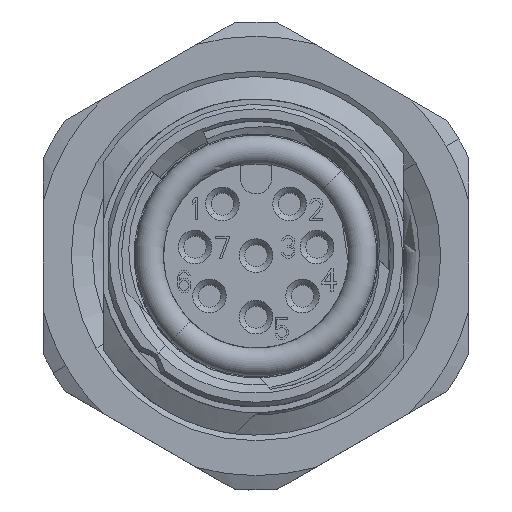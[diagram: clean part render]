
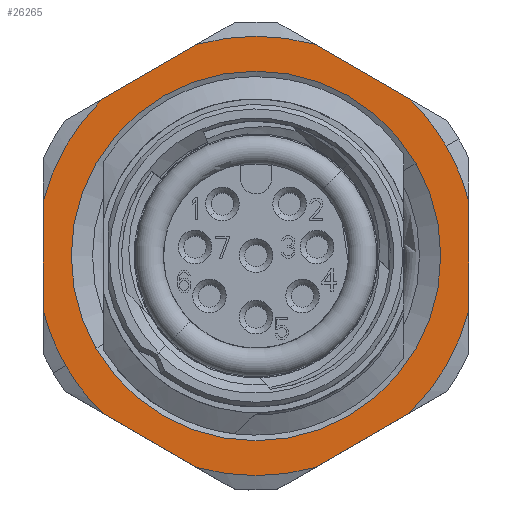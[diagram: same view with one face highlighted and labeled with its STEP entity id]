
A CAD part, top view. The second image highlights one B-rep face of the part: STEP entity #26265.
In plain terms, the highlighted planar face has unit normal (0, 0, 1).
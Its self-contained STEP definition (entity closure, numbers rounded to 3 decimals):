
#25483=CARTESIAN_POINT('',(0.,0.,0.));
#25484=DIRECTION('',(0.,0.,1.));
#25485=DIRECTION('',(1.,0.,0.));
#25486=AXIS2_PLACEMENT_3D('',#25483,#25484,#25485);
#25492=CARTESIAN_POINT('',(0.,0.,0.));
#25493=DIRECTION('',(0.,0.,1.));
#25494=DIRECTION('',(0.963,-0.269,0.));
#25495=AXIS2_PLACEMENT_3D('',#25492,#25493,#25494);
#25500=DIRECTION('',(0.5,0.866,0.));
#25501=VECTOR('',#25500,4.866);
#25502=CARTESIAN_POINT('',(7.011,-6.857,
0.));
#25503=LINE('',#25502,#25501);
#25507=CARTESIAN_POINT('',(0.,0.,0.));
#25508=DIRECTION('',(0.,0.,1.));
#25509=DIRECTION('',(0.248,-0.969,0.));
#25510=AXIS2_PLACEMENT_3D('',#25507,#25508,#25509);
#25515=DIRECTION('',(1.,0.,0.));
#25516=VECTOR('',#25515,4.866);
#25517=CARTESIAN_POINT('',(-2.433,-9.5,0.));
#25518=LINE('',#25517,#25516);
#25522=CARTESIAN_POINT('',(0.,0.,0.));
#25523=DIRECTION('',(0.,0.,1.));
#25524=DIRECTION('',(-0.715,-0.699,0.));
#25525=AXIS2_PLACEMENT_3D('',#25522,#25523,#25524);
#25530=DIRECTION('',(0.5,-0.866,0.));
#25531=VECTOR('',#25530,4.866);
#25532=CARTESIAN_POINT('',(-9.444,-2.643,
0.));
#25533=LINE('',#25532,#25531);
#25537=CARTESIAN_POINT('',(0.,0.,0.));
#25538=DIRECTION('',(0.,0.,1.));
#25539=DIRECTION('',(-1.,0.,0.));
#25540=AXIS2_PLACEMENT_3D('',#25537,#25538,#25539);
#25545=CARTESIAN_POINT('',(0.,0.,0.));
#25546=DIRECTION('',(0.,0.,1.));
#25547=DIRECTION('',(-0.963,0.269,0.));
#25548=AXIS2_PLACEMENT_3D('',#25545,#25546,#25547);
#25553=DIRECTION('',(-0.5,-0.866,0.));
#25554=VECTOR('',#25553,4.866);
#25555=CARTESIAN_POINT('',(-7.011,6.857,
0.));
#25556=LINE('',#25555,#25554);
#25560=CARTESIAN_POINT('',(0.,0.,0.));
#25561=DIRECTION('',(0.,0.,1.));
#25562=DIRECTION('',(-0.248,0.969,0.));
#25563=AXIS2_PLACEMENT_3D('',#25560,#25561,#25562);
#25568=DIRECTION('',(-1.,0.,0.));
#25569=VECTOR('',#25568,4.866);
#25570=CARTESIAN_POINT('',(2.433,9.5,0.));
#25571=LINE('',#25570,#25569);
#25575=CARTESIAN_POINT('',(0.,0.,0.));
#25576=DIRECTION('',(0.,0.,1.));
#25577=DIRECTION('',(0.715,0.699,0.));
#25578=AXIS2_PLACEMENT_3D('',#25575,#25576,#25577);
#25583=DIRECTION('',(-0.5,0.866,0.));
#25584=VECTOR('',#25583,4.866);
#25585=CARTESIAN_POINT('',(9.444,2.643,
0.));
#25586=LINE('',#25585,#25584);
#25590=CARTESIAN_POINT('',(0.,0.,0.));
#25591=DIRECTION('',(0.,0.,-1.));
#25592=DIRECTION('',(0.,-1.,0.));
#25593=AXIS2_PLACEMENT_3D('',#25590,#25591,#25592);
#25598=CARTESIAN_POINT('',(0.,0.,0.));
#25599=DIRECTION('',(0.,0.,-1.));
#25600=DIRECTION('',(1.,0.,0.));
#25601=AXIS2_PLACEMENT_3D('',#25598,#25599,#25600);
#25606=CARTESIAN_POINT('',(0.,0.,0.));
#25607=DIRECTION('',(0.,0.,-1.));
#25608=DIRECTION('',(-1.,0.,0.));
#25609=AXIS2_PLACEMENT_3D('',#25606,#25607,#25608);
#26116=CARTESIAN_POINT('',(9.444,-2.643,
0.));
#26117=CARTESIAN_POINT('',(9.807,0.,
0.));
#26118=VERTEX_POINT('',#26116);
#26119=VERTEX_POINT('',#26117);
#26120=CARTESIAN_POINT('',(7.011,-6.857,
0.));
#26121=VERTEX_POINT('',#26120);
#26122=CARTESIAN_POINT('',(2.433,-9.5,
0.));
#26123=VERTEX_POINT('',#26122);
#26124=CARTESIAN_POINT('',(-2.433,-9.5,0.));
#26125=VERTEX_POINT('',#26124);
#26126=CARTESIAN_POINT('',(-7.011,-6.857,
0.));
#26127=VERTEX_POINT('',#26126);
#26128=CARTESIAN_POINT('',(-9.444,-2.643,
0.));
#26129=VERTEX_POINT('',#26128);
#26130=CARTESIAN_POINT('',(-9.807,0.,0.));
#26131=VERTEX_POINT('',#26130);
#26132=CARTESIAN_POINT('',(-9.444,2.643,
0.));
#26133=VERTEX_POINT('',#26132);
#26134=CARTESIAN_POINT('',(-7.011,6.857,
0.));
#26135=VERTEX_POINT('',#26134);
#26136=CARTESIAN_POINT('',(-2.433,9.5,
0.));
#26137=VERTEX_POINT('',#26136);
#26138=CARTESIAN_POINT('',(2.433,9.5,0.));
#26139=VERTEX_POINT('',#26138);
#26140=CARTESIAN_POINT('',(7.011,6.857,
0.));
#26141=VERTEX_POINT('',#26140);
#26142=CARTESIAN_POINT('',(9.444,2.643,
0.));
#26143=VERTEX_POINT('',#26142);
#26144=CARTESIAN_POINT('',(8.25,0.,0.));
#26145=CARTESIAN_POINT('',(0.,-8.25,0.));
#26146=VERTEX_POINT('',#26144);
#26147=VERTEX_POINT('',#26145);
#26148=CARTESIAN_POINT('',(-8.25,0.,0.));
#26149=VERTEX_POINT('',#26148);
#26222=CARTESIAN_POINT('',(0.,0.,0.));
#26223=DIRECTION('',(0.,0.,-1.));
#26224=DIRECTION('',(0.,-1.,0.));
#26225=AXIS2_PLACEMENT_3D('',#26222,#26223,#26224);
#26226=PLANE('',#26225);
#26228=ORIENTED_EDGE('',*,*,#26227,.F.);
#26230=ORIENTED_EDGE('',*,*,#26229,.F.);
#26232=ORIENTED_EDGE('',*,*,#26231,.F.);
#26234=ORIENTED_EDGE('',*,*,#26233,.F.);
#26236=ORIENTED_EDGE('',*,*,#26235,.F.);
#26238=ORIENTED_EDGE('',*,*,#26237,.F.);
#26240=ORIENTED_EDGE('',*,*,#26239,.F.);
#26242=ORIENTED_EDGE('',*,*,#26241,.F.);
#26244=ORIENTED_EDGE('',*,*,#26243,.F.);
#26246=ORIENTED_EDGE('',*,*,#26245,.F.);
#26248=ORIENTED_EDGE('',*,*,#26247,.F.);
#26250=ORIENTED_EDGE('',*,*,#26249,.F.);
#26252=ORIENTED_EDGE('',*,*,#26251,.F.);
#26254=ORIENTED_EDGE('',*,*,#26253,.F.);
#26255=EDGE_LOOP('',(#26228,#26230,#26232,#26234,#26236,#26238,#26240,#26242,
#26244,#26246,#26248,#26250,#26252,#26254));
#26256=FACE_OUTER_BOUND('',#26255,.F.);
#26258=ORIENTED_EDGE('',*,*,#26257,.F.);
#26260=ORIENTED_EDGE('',*,*,#26259,.F.);
#26262=ORIENTED_EDGE('',*,*,#26261,.F.);
#26263=EDGE_LOOP('',(#26258,#26260,#26262));
#26264=FACE_BOUND('',#26263,.F.);
#26265=ADVANCED_FACE('',(#26256,#26264),#26226,.F.);
#25487=CIRCLE('',#25486,9.807);
#25496=CIRCLE('',#25495,9.807);
#25511=CIRCLE('',#25510,9.807);
#25526=CIRCLE('',#25525,9.807);
#25541=CIRCLE('',#25540,9.807);
#25549=CIRCLE('',#25548,9.807);
#25564=CIRCLE('',#25563,9.807);
#25579=CIRCLE('',#25578,9.807);
#25594=CIRCLE('',#25593,8.25);
#25602=CIRCLE('',#25601,8.25);
#25610=CIRCLE('',#25609,8.25);
#26227=EDGE_CURVE('',#26119,#26143,#25487,.T.);
#26229=EDGE_CURVE('',#26118,#26119,#25496,.T.);
#26231=EDGE_CURVE('',#26121,#26118,#25503,.T.);
#26233=EDGE_CURVE('',#26123,#26121,#25511,.T.);
#26235=EDGE_CURVE('',#26125,#26123,#25518,.T.);
#26237=EDGE_CURVE('',#26127,#26125,#25526,.T.);
#26239=EDGE_CURVE('',#26129,#26127,#25533,.T.);
#26241=EDGE_CURVE('',#26131,#26129,#25541,.T.);
#26243=EDGE_CURVE('',#26133,#26131,#25549,.T.);
#26245=EDGE_CURVE('',#26135,#26133,#25556,.T.);
#26247=EDGE_CURVE('',#26137,#26135,#25564,.T.);
#26249=EDGE_CURVE('',#26139,#26137,#25571,.T.);
#26251=EDGE_CURVE('',#26141,#26139,#25579,.T.);
#26253=EDGE_CURVE('',#26143,#26141,#25586,.T.);
#26257=EDGE_CURVE('',#26147,#26149,#25594,.T.);
#26259=EDGE_CURVE('',#26146,#26147,#25602,.T.);
#26261=EDGE_CURVE('',#26149,#26146,#25610,.T.);
